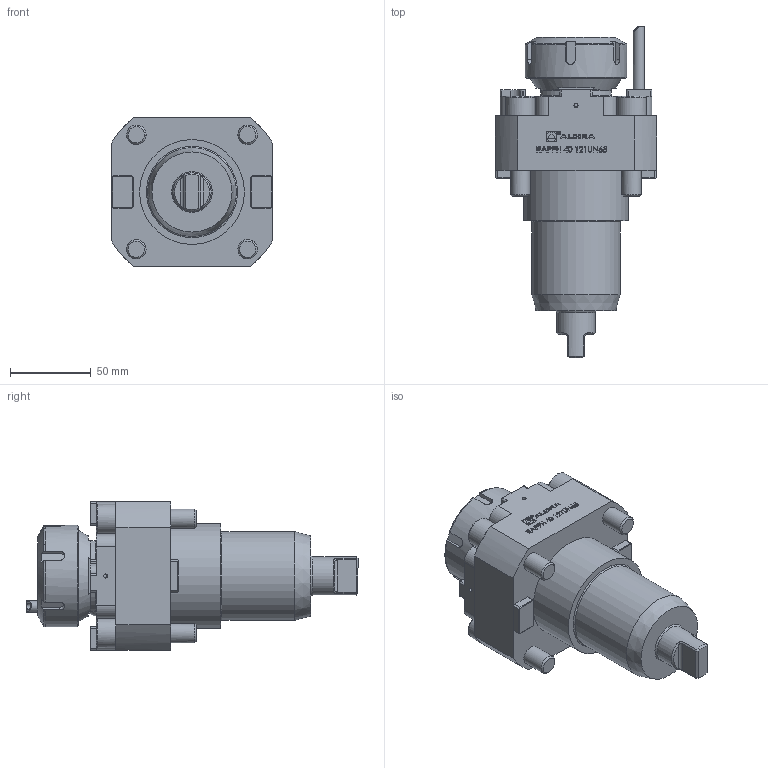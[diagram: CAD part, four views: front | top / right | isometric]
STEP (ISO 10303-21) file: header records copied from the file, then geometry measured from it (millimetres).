
FILE_DESCRIPTION (( 'STEP AP214' ), '1' );
FILE_NAME ('RAPPH40121UN65.STEP', '2025-07-11T13:14:37', ( '' ), ( '' ), 'SwSTEP 2.0', 'SolidWorks 2023', '' );
FILE_SCHEMA (( 'AUTOMOTIVE_DESIGN' ));
Length unit declared in the file: millimetre
Products named in the file (1): RAPPH40121UN65
Bounding box: 100 x 205.9 x 92 mm (x, y, z)
Volume: 747360.6 mm3; surface area: 71536.6 mm2
Topology: 1 solids, 1 shells, 600 faces, 1607 edges, 1054 vertices
Faces by surface type: plane 379, cylinder 118, bspline 65, cone 21, torus 16, sphere 1
Full cylindrical faces by diameter (mm): 1.7 x1, 2.1 x1, 2.5 x8, 4 x1, 6.366 x1, 7 x1, 12 x4, 18 x4, 23.7 x1, 55 x1, 61 x1, 61.2 x1, 63 x1, 65 x1
Entity records: 26342 total; most frequent: CARTESIAN_POINT 8956, ORIENTED_EDGE 3054, DIRECTION 2633, EDGE_CURVE 1527, VERTEX_POINT 1022, LINE 1011, VECTOR 1011, AXIS2_PLACEMENT_3D 811
